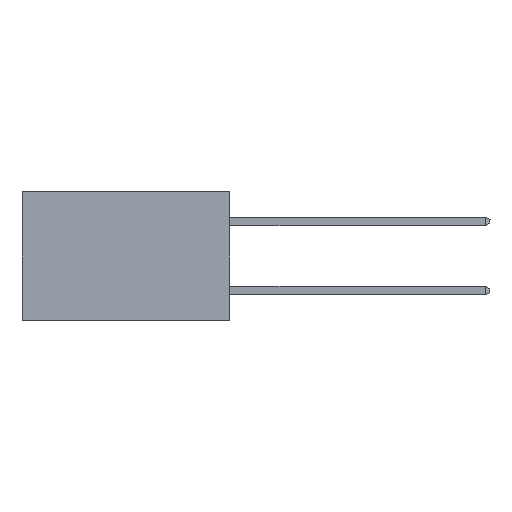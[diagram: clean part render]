
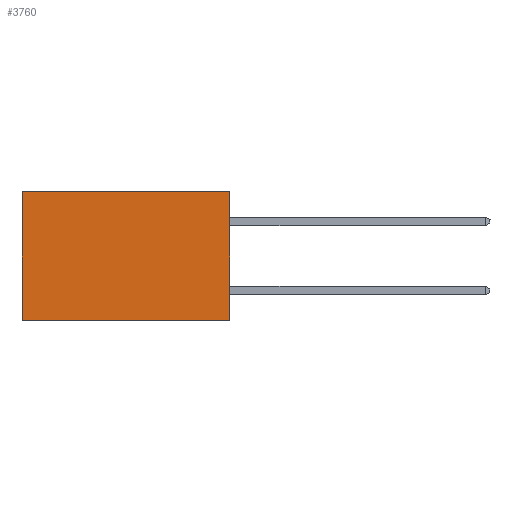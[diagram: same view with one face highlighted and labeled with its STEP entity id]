
A CAD part, left-side view. The second image highlights one B-rep face of the part: STEP entity #3760.
In plain terms, the highlighted planar face has unit normal (-1, 0, 0).
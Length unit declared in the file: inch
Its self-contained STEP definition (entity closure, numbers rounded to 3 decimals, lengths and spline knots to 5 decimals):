
#439 = CARTESIAN_POINT ( 'NONE',  ( 0.2615, 0., -0.37 ) ) ;
#546 = PLANE ( 'NONE',  #10410 ) ;
#818 = DIRECTION ( 'NONE',  ( 1., 0., 0. ) ) ;
#1059 = CARTESIAN_POINT ( 'NONE',  ( 0.2615, 0., -0.37 ) ) ;
#1207 = ORIENTED_EDGE ( 'NONE', *, *, #21938, .T. ) ;
#2321 = VERTEX_POINT ( 'NONE', #1059 ) ;
#3320 = EDGE_CURVE ( 'NONE', #2321, #15562, #12933, .T. ) ;
#3760 = ADVANCED_FACE ( 'NONE', ( #4672 ), #546, .F. ) ;
#4159 = EDGE_LOOP ( 'NONE', ( #1207, #7328, #15396, #10338 ) ) ;
#4672 = FACE_OUTER_BOUND ( 'NONE', #4159, .T. ) ;
#7328 = ORIENTED_EDGE ( 'NONE', *, *, #3320, .F. ) ;
#7626 = VECTOR ( 'NONE', #23190, 39.37008 ) ;
#8822 = DIRECTION ( 'NONE',  ( 0., 1., 0. ) ) ;
#8938 = CARTESIAN_POINT ( 'NONE',  ( 0.2615, 0., 0. ) ) ;
#10338 = ORIENTED_EDGE ( 'NONE', *, *, #22110, .T. ) ;
#10410 = AXIS2_PLACEMENT_3D ( 'NONE', #25374, #818, #21511 ) ;
#10446 = LINE ( 'NONE', #8938, #7626 ) ;
#10919 = VECTOR ( 'NONE', #19055, 39.37008 ) ;
#11951 = CARTESIAN_POINT ( 'NONE',  ( 0.2615, 0.6, -0.37 ) ) ;
#12114 = VERTEX_POINT ( 'NONE', #25507 ) ;
#12506 = DIRECTION ( 'NONE',  ( 0., 0., -1. ) ) ;
#12933 = LINE ( 'NONE', #439, #17834 ) ;
#13429 = EDGE_CURVE ( 'NONE', #12114, #2321, #23440, .T. ) ;
#13580 = CARTESIAN_POINT ( 'NONE',  ( 0.2615, 0.6, 0. ) ) ;
#15396 = ORIENTED_EDGE ( 'NONE', *, *, #13429, .F. ) ;
#15562 = VERTEX_POINT ( 'NONE', #18274 ) ;
#17834 = VECTOR ( 'NONE', #8822, 39.37008 ) ;
#18274 = CARTESIAN_POINT ( 'NONE',  ( 0.2615, 0.6, -0.37 ) ) ;
#18578 = VECTOR ( 'NONE', #12506, 39.37008 ) ;
#19055 = DIRECTION ( 'NONE',  ( 0., 0., -1. ) ) ;
#19189 = CARTESIAN_POINT ( 'NONE',  ( 0.2615, 0., -0.37 ) ) ;
#20311 = LINE ( 'NONE', #11951, #18578 ) ;
#21511 = DIRECTION ( 'NONE',  ( 0., 0., -1. ) ) ;
#21938 = EDGE_CURVE ( 'NONE', #22280, #15562, #20311, .T. ) ;
#22110 = EDGE_CURVE ( 'NONE', #12114, #22280, #10446, .T. ) ;
#22280 = VERTEX_POINT ( 'NONE', #13580 ) ;
#23190 = DIRECTION ( 'NONE',  ( 0., 1., 0. ) ) ;
#23440 = LINE ( 'NONE', #19189, #10919 ) ;
#25374 = CARTESIAN_POINT ( 'NONE',  ( 0.2615, 0., -0.37 ) ) ;
#25507 = CARTESIAN_POINT ( 'NONE',  ( 0.2615, 0., 0. ) ) ;
